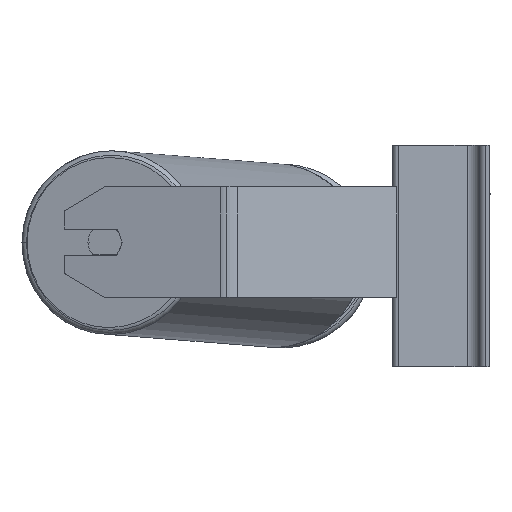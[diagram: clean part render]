
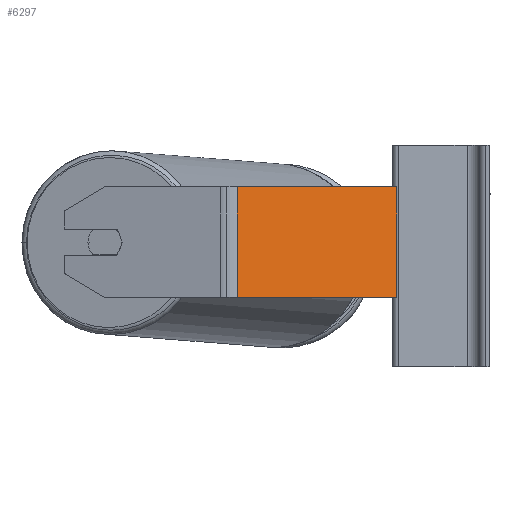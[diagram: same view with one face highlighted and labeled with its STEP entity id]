
A CAD part, left-side view. The second image highlights one B-rep face of the part: STEP entity #6297.
In plain terms, the highlighted planar face has unit normal (-0.866, -0.5, 0).
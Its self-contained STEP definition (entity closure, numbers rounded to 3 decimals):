
#592 = CARTESIAN_POINT ( 'NONE',  ( -756.661, 135.781, 50. ) ) ;
#964 = EDGE_CURVE ( 'NONE', #6772, #4793, #7359, .T. ) ;
#1002 = DIRECTION ( 'NONE',  ( 0.866, 0.5, 0. ) ) ;
#1590 = CARTESIAN_POINT ( 'NONE',  ( -756.661, 135.781, -30. ) ) ;
#1984 = VECTOR ( 'NONE', #4881, 1000. ) ;
#2024 = PLANE ( 'NONE',  #7886 ) ;
#2141 = CARTESIAN_POINT ( 'NONE',  ( -753.348, 130.042, -30. ) ) ;
#2194 = CARTESIAN_POINT ( 'NONE',  ( -686.928, 15., -30. ) ) ;
#3042 = EDGE_LOOP ( 'NONE', ( #8532, #9040, #4876, #5140 ) ) ;
#3561 = VERTEX_POINT ( 'NONE', #10101 ) ;
#3598 = VECTOR ( 'NONE', #9930, 1000. ) ;
#3612 = VERTEX_POINT ( 'NONE', #2141 ) ;
#3882 = DIRECTION ( 'NONE',  ( 0.5, -0.866, 0. ) ) ;
#3935 = EDGE_CURVE ( 'NONE', #3561, #3612, #8252, .T. ) ;
#4430 = VECTOR ( 'NONE', #3882, 1000. ) ;
#4793 = VERTEX_POINT ( 'NONE', #2194 ) ;
#4876 = ORIENTED_EDGE ( 'NONE', *, *, #5558, .F. ) ;
#4881 = DIRECTION ( 'NONE',  ( 0., 0., -1. ) ) ;
#5140 = ORIENTED_EDGE ( 'NONE', *, *, #3935, .T. ) ;
#5558 = EDGE_CURVE ( 'NONE', #3561, #6772, #6089, .T. ) ;
#6057 = FACE_OUTER_BOUND ( 'NONE', #3042, .T. ) ;
#6089 = LINE ( 'NONE', #592, #4430 ) ;
#6297 = ADVANCED_FACE ( 'NONE', ( #6057 ), #2024, .F. ) ;
#6391 = CARTESIAN_POINT ( 'NONE',  ( -686.928, 15., 50. ) ) ;
#6592 = LINE ( 'NONE', #1590, #3598 ) ;
#6772 = VERTEX_POINT ( 'NONE', #10339 ) ;
#6814 = VECTOR ( 'NONE', #7332, 1000. ) ;
#6913 = CARTESIAN_POINT ( 'NONE',  ( -756.661, 135.781, 50. ) ) ;
#7332 = DIRECTION ( 'NONE',  ( 0., 0., -1. ) ) ;
#7359 = LINE ( 'NONE', #6391, #1984 ) ;
#7886 = AXIS2_PLACEMENT_3D ( 'NONE', #6913, #1002, #10186 ) ;
#8252 = LINE ( 'NONE', #9756, #6814 ) ;
#8532 = ORIENTED_EDGE ( 'NONE', *, *, #9554, .T. ) ;
#9040 = ORIENTED_EDGE ( 'NONE', *, *, #964, .F. ) ;
#9554 = EDGE_CURVE ( 'NONE', #3612, #4793, #6592, .T. ) ;
#9756 = CARTESIAN_POINT ( 'NONE',  ( -753.348, 130.042, 50. ) ) ;
#9930 = DIRECTION ( 'NONE',  ( 0.5, -0.866, 0. ) ) ;
#10101 = CARTESIAN_POINT ( 'NONE',  ( -753.348, 130.042, 50. ) ) ;
#10186 = DIRECTION ( 'NONE',  ( -0.5, 0.866, 0. ) ) ;
#10339 = CARTESIAN_POINT ( 'NONE',  ( -686.928, 15., 50. ) ) ;
